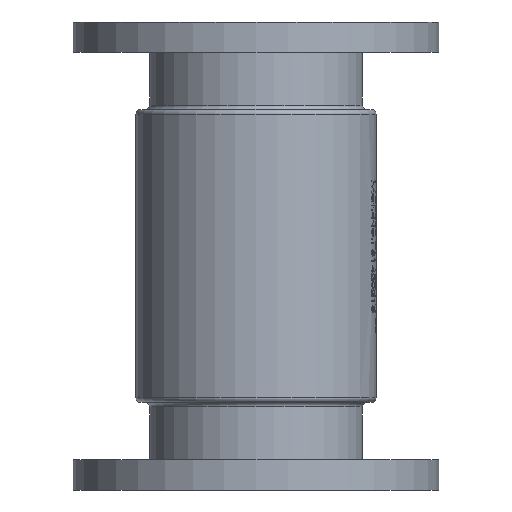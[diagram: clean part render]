
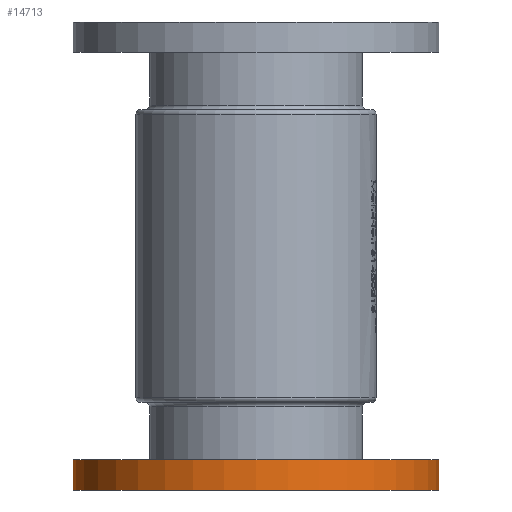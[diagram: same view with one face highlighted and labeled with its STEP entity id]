
A CAD part, front view. The second image highlights one B-rep face of the part: STEP entity #14713.
In plain terms, the highlighted cylindrical face has radius 120 mm (diameter 240 mm), a partial arc.
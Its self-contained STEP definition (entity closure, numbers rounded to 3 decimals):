
#336 = VECTOR ( 'NONE', #28297, 1000. ) ;
#639 = DIRECTION ( 'NONE',  ( 0., 0., 1. ) ) ;
#647 = CARTESIAN_POINT ( 'NONE',  ( 0., 0., -307. ) ) ;
#1045 = EDGE_CURVE ( 'NONE', #27457, #25403, #13833, .T. ) ;
#2227 = CARTESIAN_POINT ( 'NONE',  ( -120., 0., -307. ) ) ;
#2294 = CIRCLE ( 'NONE', #27597, 120. ) ;
#2533 = CARTESIAN_POINT ( 'NONE',  ( 120., 0., -307. ) ) ;
#3247 = VERTEX_POINT ( 'NONE', #8845 ) ;
#6250 = CIRCLE ( 'NONE', #26232, 120. ) ;
#6745 = ORIENTED_EDGE ( 'NONE', *, *, #17641, .F. ) ;
#8845 = CARTESIAN_POINT ( 'NONE',  ( 120., 0., -287. ) ) ;
#9417 = EDGE_CURVE ( 'NONE', #25403, #24040, #2294, .T. ) ;
#9798 = DIRECTION ( 'NONE',  ( 0., 0., -1. ) ) ;
#10197 = VECTOR ( 'NONE', #16125, 1000. ) ;
#10691 = ORIENTED_EDGE ( 'NONE', *, *, #9417, .T. ) ;
#13079 = EDGE_CURVE ( 'NONE', #3247, #24040, #27993, .T. ) ;
#13833 = LINE ( 'NONE', #2227, #10197 ) ;
#13989 = CARTESIAN_POINT ( 'NONE',  ( -120., 0., -287. ) ) ;
#14532 = CYLINDRICAL_SURFACE ( 'NONE', #28082, 120. ) ;
#14713 = ADVANCED_FACE ( 'NONE', ( #19270 ), #14532, .T. ) ;
#15024 = ORIENTED_EDGE ( 'NONE', *, *, #13079, .F. ) ;
#16125 = DIRECTION ( 'NONE',  ( 0., 0., -1. ) ) ;
#17122 = CARTESIAN_POINT ( 'NONE',  ( -120., 0., -307. ) ) ;
#17641 = EDGE_CURVE ( 'NONE', #27457, #3247, #6250, .T. ) ;
#18442 = CARTESIAN_POINT ( 'NONE',  ( 120., 0., -307. ) ) ;
#18711 = ORIENTED_EDGE ( 'NONE', *, *, #1045, .T. ) ;
#19270 = FACE_OUTER_BOUND ( 'NONE', #26684, .T. ) ;
#21993 = CARTESIAN_POINT ( 'NONE',  ( 0., 0., -287. ) ) ;
#23980 = DIRECTION ( 'NONE',  ( 1., 0., 0. ) ) ;
#24040 = VERTEX_POINT ( 'NONE', #2533 ) ;
#24133 = CARTESIAN_POINT ( 'NONE',  ( 0., 0., -307. ) ) ;
#24276 = DIRECTION ( 'NONE',  ( 1., 0., 0. ) ) ;
#25403 = VERTEX_POINT ( 'NONE', #17122 ) ;
#26232 = AXIS2_PLACEMENT_3D ( 'NONE', #21993, #639, #26836 ) ;
#26684 = EDGE_LOOP ( 'NONE', ( #6745, #18711, #10691, #15024 ) ) ;
#26836 = DIRECTION ( 'NONE',  ( 1., 0., 0. ) ) ;
#26988 = DIRECTION ( 'NONE',  ( 0., 0., 1. ) ) ;
#27457 = VERTEX_POINT ( 'NONE', #13989 ) ;
#27597 = AXIS2_PLACEMENT_3D ( 'NONE', #647, #26988, #24276 ) ;
#27993 = LINE ( 'NONE', #18442, #336 ) ;
#28082 = AXIS2_PLACEMENT_3D ( 'NONE', #24133, #9798, #23980 ) ;
#28297 = DIRECTION ( 'NONE',  ( 0., 0., -1. ) ) ;
